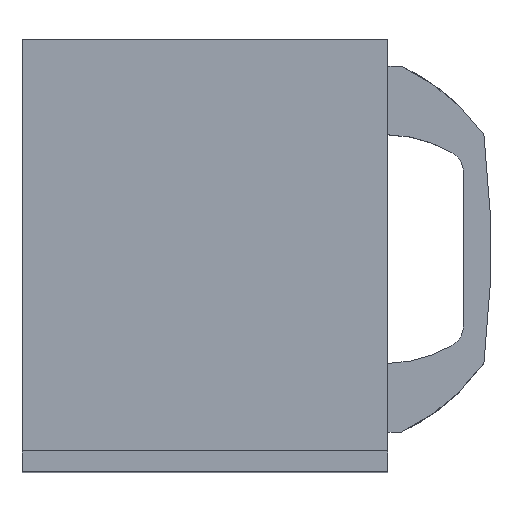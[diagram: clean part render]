
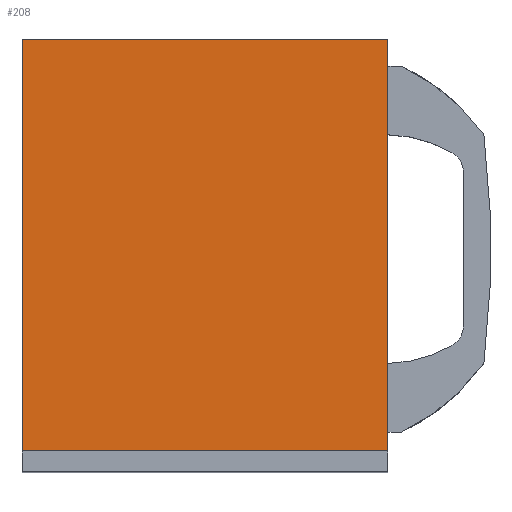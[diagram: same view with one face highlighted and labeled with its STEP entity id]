
A CAD part, top view. The second image highlights one B-rep face of the part: STEP entity #208.
In plain terms, the highlighted face is planar.
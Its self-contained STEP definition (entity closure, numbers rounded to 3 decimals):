
#6 = DIRECTION ( 'NONE',  ( 0., 0., 1. ) ) ;
#24 = VERTEX_POINT ( 'NONE', #2512 ) ;
#103 = ORIENTED_EDGE ( 'NONE', *, *, #3042, .T. ) ;
#208 = ADVANCED_FACE ( 'NONE', ( #1970 ), #414, .T. ) ;
#260 = VECTOR ( 'NONE', #375, 1000. ) ;
#267 = EDGE_CURVE ( 'NONE', #3045, #1976, #2856, .T. ) ;
#305 = LINE ( 'NONE', #1753, #2871 ) ;
#335 = VERTEX_POINT ( 'NONE', #1384 ) ;
#375 = DIRECTION ( 'NONE',  ( -1., 0., 0. ) ) ;
#414 = PLANE ( 'NONE',  #1512 ) ;
#486 = ORIENTED_EDGE ( 'NONE', *, *, #267, .T. ) ;
#607 = DIRECTION ( 'NONE',  ( 1., 0., 0. ) ) ;
#647 = CARTESIAN_POINT ( 'NONE',  ( -80., 4.5, 90. ) ) ;
#663 = DIRECTION ( 'NONE',  ( 0., 0., 1. ) ) ;
#678 = LINE ( 'NONE', #2322, #260 ) ;
#799 = LINE ( 'NONE', #1315, #1738 ) ;
#1174 = CARTESIAN_POINT ( 'NONE',  ( 0., 4.5, 0. ) ) ;
#1292 = DIRECTION ( 'NONE',  ( 0., 0., -1. ) ) ;
#1315 = CARTESIAN_POINT ( 'NONE',  ( 80., 4.5, -90. ) ) ;
#1329 = VECTOR ( 'NONE', #607, 1000. ) ;
#1384 = CARTESIAN_POINT ( 'NONE',  ( -80., 4.5, -90. ) ) ;
#1494 = ORIENTED_EDGE ( 'NONE', *, *, #2355, .T. ) ;
#1512 = AXIS2_PLACEMENT_3D ( 'NONE', #1174, #1920, #663 ) ;
#1614 = CARTESIAN_POINT ( 'NONE',  ( 80., 4.5, 90. ) ) ;
#1738 = VECTOR ( 'NONE', #1292, 1000. ) ;
#1753 = CARTESIAN_POINT ( 'NONE',  ( -80., 4.5, -90. ) ) ;
#1920 = DIRECTION ( 'NONE',  ( 0., 1., 0. ) ) ;
#1970 = FACE_OUTER_BOUND ( 'NONE', #2826, .T. ) ;
#1976 = VERTEX_POINT ( 'NONE', #1614 ) ;
#2297 = CARTESIAN_POINT ( 'NONE',  ( -80., 4.5, 90. ) ) ;
#2322 = CARTESIAN_POINT ( 'NONE',  ( -80., 4.5, -90. ) ) ;
#2355 = EDGE_CURVE ( 'NONE', #335, #3045, #305, .T. ) ;
#2484 = EDGE_CURVE ( 'NONE', #24, #335, #678, .T. ) ;
#2512 = CARTESIAN_POINT ( 'NONE',  ( 80., 4.5, -90. ) ) ;
#2826 = EDGE_LOOP ( 'NONE', ( #1494, #486, #103, #3064 ) ) ;
#2856 = LINE ( 'NONE', #647, #1329 ) ;
#2871 = VECTOR ( 'NONE', #6, 1000. ) ;
#3042 = EDGE_CURVE ( 'NONE', #1976, #24, #799, .T. ) ;
#3045 = VERTEX_POINT ( 'NONE', #2297 ) ;
#3064 = ORIENTED_EDGE ( 'NONE', *, *, #2484, .T. ) ;
